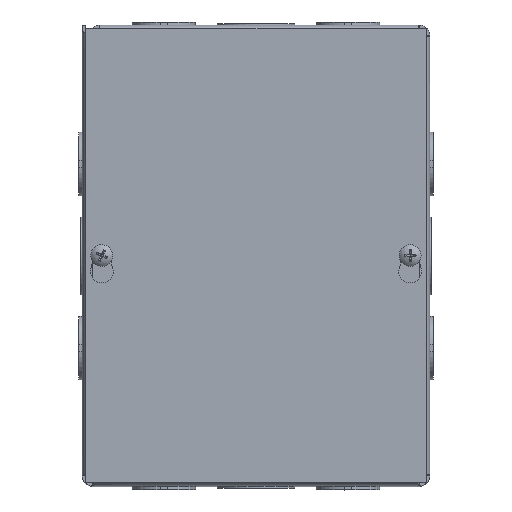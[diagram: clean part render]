
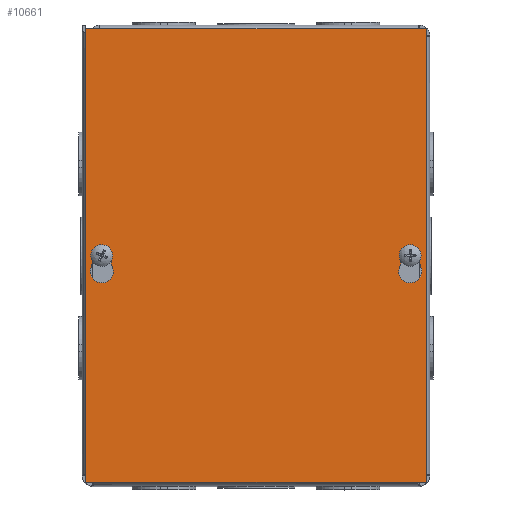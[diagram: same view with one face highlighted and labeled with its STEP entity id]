
A CAD part, top view. The second image highlights one B-rep face of the part: STEP entity #10661.
In plain terms, the highlighted planar face has unit normal (0, 0, 1).
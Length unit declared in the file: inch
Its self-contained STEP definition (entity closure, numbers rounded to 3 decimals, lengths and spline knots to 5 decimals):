
#1167=LINE($,#18165,#2146);
#1171=LINE($,#18175,#2150);
#1174=LINE($,#18183,#2153);
#1178=LINE($,#18195,#2157);
#1180=LINE($,#18203,#2159);
#1184=LINE($,#18211,#2163);
#1187=LINE($,#18217,#2166);
#1190=LINE($,#18222,#2169);
#2146=VECTOR($,#13906,0.26996);
#2150=VECTOR($,#13918,0.26996);
#2153=VECTOR($,#13923,0.26996);
#2157=VECTOR($,#13935,0.26996);
#2159=VECTOR($,#13945,8.);
#2163=VECTOR($,#13951,6.);
#2166=VECTOR($,#13956,8.);
#2169=VECTOR($,#13961,6.);
#2537=PLANE($,#11445);
#2858=FACE_BOUND($,#4118,.T.);
#2859=FACE_BOUND($,#4119,.T.);
#2860=FACE_BOUND($,#4120,.T.);
#4118=EDGE_LOOP($,(#9323,#9324,#9325,#9326));
#4119=EDGE_LOOP($,(#9327,#9328,#9329,#9330));
#4120=EDGE_LOOP($,(#9331,#9332,#9333,#9334));
#4365=CIRCLE($,#11427,0.203);
#4367=CIRCLE($,#11431,0.125);
#4369=CIRCLE($,#11436,0.125);
#4371=CIRCLE($,#11440,0.203);
#5192=VERTEX_POINT($,#18156);
#5193=VERTEX_POINT($,#18158);
#5195=VERTEX_POINT($,#18164);
#5197=VERTEX_POINT($,#18170);
#5200=VERTEX_POINT($,#18180);
#5201=VERTEX_POINT($,#18182);
#5203=VERTEX_POINT($,#18188);
#5205=VERTEX_POINT($,#18194);
#5206=VERTEX_POINT($,#18201);
#5207=VERTEX_POINT($,#18202);
#5210=VERTEX_POINT($,#18210);
#5212=VERTEX_POINT($,#18216);
#6502=EDGE_CURVE($,#5193,#5192,#4365,.T.);
#6505=EDGE_CURVE($,#5195,#5193,#1167,.T.);
#6508=EDGE_CURVE($,#5197,#5195,#4367,.T.);
#6511=EDGE_CURVE($,#5192,#5197,#1171,.T.);
#6514=EDGE_CURVE($,#5201,#5200,#1174,.T.);
#6517=EDGE_CURVE($,#5203,#5201,#4369,.T.);
#6520=EDGE_CURVE($,#5205,#5203,#1178,.T.);
#6523=EDGE_CURVE($,#5200,#5205,#4371,.T.);
#6524=EDGE_CURVE($,#5206,#5207,#1180,.T.);
#6528=EDGE_CURVE($,#5207,#5210,#1184,.T.);
#6531=EDGE_CURVE($,#5210,#5212,#1187,.T.);
#6534=EDGE_CURVE($,#5212,#5206,#1190,.T.);
#9323=ORIENTED_EDGE($,*,*,#6502,.T.);
#9324=ORIENTED_EDGE($,*,*,#6511,.T.);
#9325=ORIENTED_EDGE($,*,*,#6508,.T.);
#9326=ORIENTED_EDGE($,*,*,#6505,.T.);
#9327=ORIENTED_EDGE($,*,*,#6514,.T.);
#9328=ORIENTED_EDGE($,*,*,#6523,.T.);
#9329=ORIENTED_EDGE($,*,*,#6520,.T.);
#9330=ORIENTED_EDGE($,*,*,#6517,.T.);
#9331=ORIENTED_EDGE($,*,*,#6524,.F.);
#9332=ORIENTED_EDGE($,*,*,#6534,.F.);
#9333=ORIENTED_EDGE($,*,*,#6531,.F.);
#9334=ORIENTED_EDGE($,*,*,#6528,.F.);
#10661=ADVANCED_FACE($,(#2858,#2859,#2860),#2537,.T.);
#11427=AXIS2_PLACEMENT_3D($,#18159,#13900,#13901);
#11431=AXIS2_PLACEMENT_3D($,#18171,#13912,#13913);
#11436=AXIS2_PLACEMENT_3D($,#18189,#13929,#13930);
#11440=AXIS2_PLACEMENT_3D($,#18199,#13941,#13942);
#11445=AXIS2_PLACEMENT_3D($,#18224,#13963,#13964);
#13900=DIRECTION('center_axis',(0.,0.,-1.));
#13901=DIRECTION('ref_axis',(-0.961,0.278,0.));
#13906=DIRECTION($,(0.278,-0.961,0.));
#13912=DIRECTION('center_axis',(0.,0.,-1.));
#13913=DIRECTION('ref_axis',(0.961,0.278,0.));
#13918=DIRECTION($,(0.278,0.961,0.));
#13923=DIRECTION($,(0.278,-0.961,0.));
#13929=DIRECTION('center_axis',(0.,0.,-1.));
#13930=DIRECTION('ref_axis',(0.961,0.278,0.));
#13935=DIRECTION($,(0.278,0.961,0.));
#13941=DIRECTION('center_axis',(0.,0.,-1.));
#13942=DIRECTION('ref_axis',(-0.961,0.278,0.));
#13945=DIRECTION($,(0.,-1.,0.));
#13951=DIRECTION($,(-1.,0.,0.));
#13956=DIRECTION($,(0.,1.,0.));
#13961=DIRECTION($,(1.,0.,0.));
#13963=DIRECTION('center_axis',(0.,0.,1.));
#13964=DIRECTION('ref_axis',(1.,0.,0.));
#18156=CARTESIAN_POINT('',(2.52373,-0.22465,0.062));
#18158=CARTESIAN_POINT('',(2.91377,-0.22465,0.062));
#18159=CARTESIAN_POINT('Origin',(2.71875,-0.281,0.062));
#18164=CARTESIAN_POINT('',(2.83884,0.0347,0.062));
#18165=CARTESIAN_POINT($,(2.77156,0.26753,0.062));
#18170=CARTESIAN_POINT('',(2.59866,0.0347,0.062));
#18171=CARTESIAN_POINT('Origin',(2.71875,0.,0.062));
#18175=CARTESIAN_POINT($,(2.49392,-0.32781,0.062));
#18180=CARTESIAN_POINT('',(-2.52373,-0.22465,0.062));
#18182=CARTESIAN_POINT('',(-2.59866,0.0347,0.062));
#18183=CARTESIAN_POINT($,(-2.45645,-0.45748,0.062));
#18188=CARTESIAN_POINT('',(-2.83884,0.0347,0.062));
#18189=CARTESIAN_POINT('Origin',(-2.71875,0.,0.062));
#18194=CARTESIAN_POINT('',(-2.91377,-0.22465,0.062));
#18195=CARTESIAN_POINT($,(-2.7341,0.3972,0.062));
#18199=CARTESIAN_POINT('Origin',(-2.71875,-0.281,0.062));
#18201=CARTESIAN_POINT('',(3.,4.,0.062));
#18202=CARTESIAN_POINT('',(3.,-4.,0.062));
#18203=CARTESIAN_POINT($,(3.,4.,0.062));
#18210=CARTESIAN_POINT('',(-3.,-4.,0.062));
#18211=CARTESIAN_POINT($,(3.,-4.,0.062));
#18216=CARTESIAN_POINT('',(-3.,4.,0.062));
#18217=CARTESIAN_POINT($,(-3.,-4.,0.062));
#18222=CARTESIAN_POINT($,(-3.,4.,0.062));
#18224=CARTESIAN_POINT('Origin',(0.,0.,
0.062));
